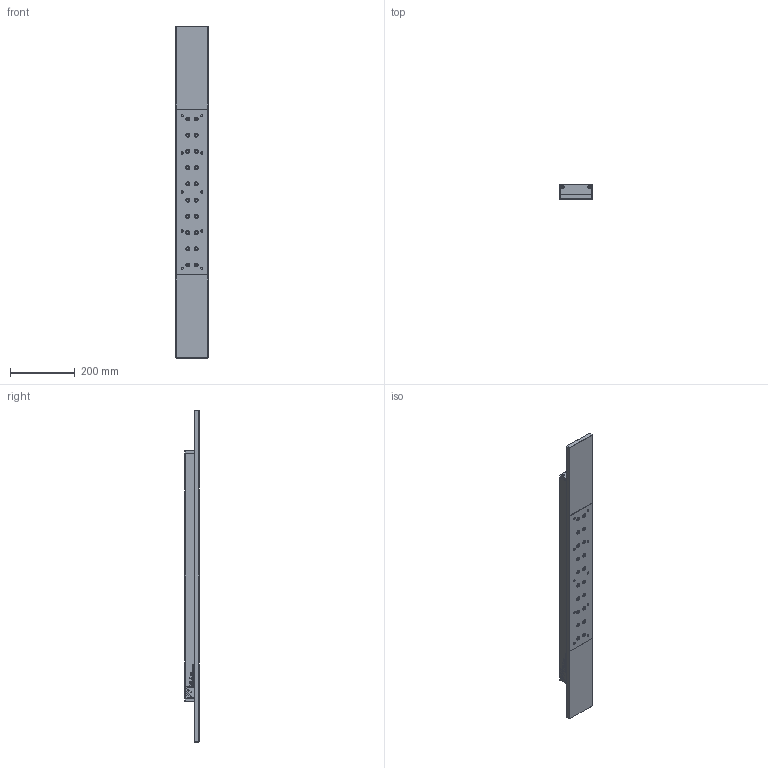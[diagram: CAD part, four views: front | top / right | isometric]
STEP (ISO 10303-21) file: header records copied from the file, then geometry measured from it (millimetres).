
FILE_DESCRIPTION(/* description */ (''),/* implementation_level */ '2;1');
FILE_NAME(/* name */ 'RTNG-6500.stp',/* time_stamp */ '2024-10-01T14:04:27+02:00',/* author */ (''),/* organization */ (''),/* preprocessor_version */ 'ST-DEVELOPER v16.7',/* originating_system */ 'SIEMENS PLM Software NX 12.0',/* authorisation */ '');
FILE_SCHEMA (('AUTOMOTIVE_DESIGN { 1 0 10303 214 3 1 1 1 }'));
Length unit declared in the file: millimetre
Products named in the file (1): RTNG-6500_stp
Bounding box: 99.5 x 45 x 1023 mm (x, y, z)
Volume: 3275557.2 mm3; surface area: 568706.9 mm2
Topology: 4 solids, 4 shells, 1655 faces, 4125 edges, 2656 vertices
Faces by surface type: plane 996, cylinder 247, bspline 180, cone 144, torus 88
Entity records: 54064 total; most frequent: CARTESIAN_POINT 10921, ORIENTED_EDGE 8250, DIRECTION 7643, EDGE_CURVE 4125, LINE 2839, VECTOR 2839, VERTEX_POINT 2656, AXIS2_PLACEMENT_3D 2402
